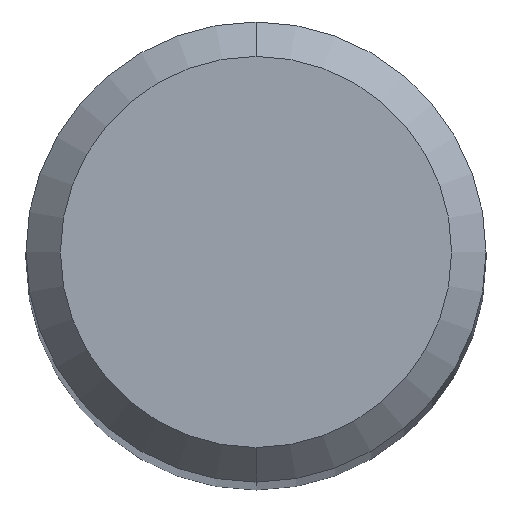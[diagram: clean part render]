
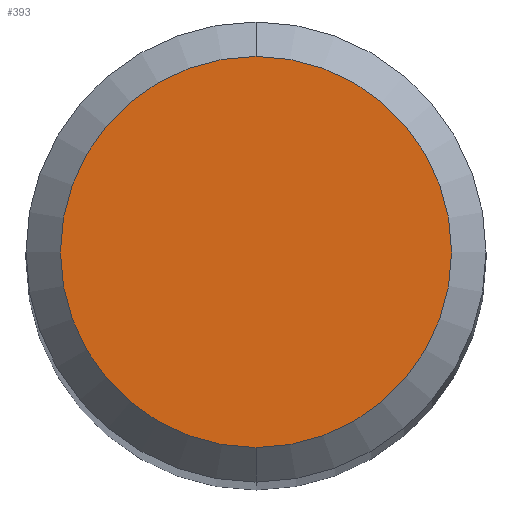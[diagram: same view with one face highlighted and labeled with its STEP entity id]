
A CAD part, top view. The second image highlights one B-rep face of the part: STEP entity #393.
In plain terms, the highlighted planar face has unit normal (0, 0, 1).
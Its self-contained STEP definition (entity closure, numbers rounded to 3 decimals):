
#189=EDGE_CURVE('',#447,#305,#505,.T.);
#233=EDGE_CURVE('',#305,#447,#553,.T.);
#305=VERTEX_POINT('',#636);
#393=ADVANCED_FACE('',(#731),#732,.T.);
#447=VERTEX_POINT('',#792);
#505=CIRCLE('',#846,1.7);
#553=CIRCLE('',#926,1.7);
#636=CARTESIAN_POINT('',(0.,-1.7,0.0));
#731=FACE_OUTER_BOUND('',#1311,.T.);
#732=PLANE('',#1312);
#792=CARTESIAN_POINT('',(0.0,1.7,0.0));
#846=AXIS2_PLACEMENT_3D('',#1482,#1483,#1484);
#926=AXIS2_PLACEMENT_3D('',#1536,#1537,#1538);
#1311=EDGE_LOOP('',(#1765,#1766));
#1312=AXIS2_PLACEMENT_3D('',#1767,#1768,#1769);
#1482=CARTESIAN_POINT('',(0.0,0.0,0.0));
#1483=DIRECTION('',(0.0,0.0,-1.0));
#1484=DIRECTION('',(0.0,1.0,0.0));
#1536=CARTESIAN_POINT('',(0.0,0.0,0.0));
#1537=DIRECTION('',(0.0,0.0,-1.0));
#1538=DIRECTION('',(0.0,1.0,0.0));
#1765=ORIENTED_EDGE('',*,*,#189,.F.);
#1766=ORIENTED_EDGE('',*,*,#233,.F.);
#1767=CARTESIAN_POINT('',(0.0,0.85,0.0));
#1768=DIRECTION('',(-0.0,0.0,1.0));
#1769=DIRECTION('',(0.0,-1.0,0.0));
